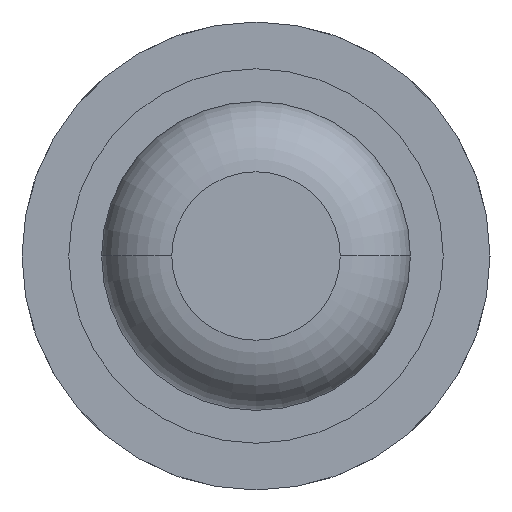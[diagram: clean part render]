
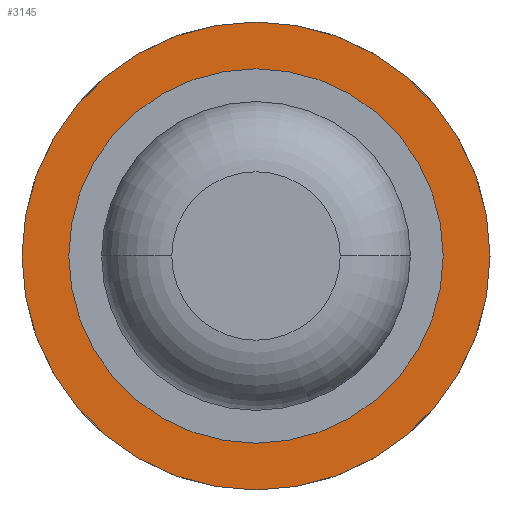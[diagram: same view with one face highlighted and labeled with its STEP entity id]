
A CAD part, front view. The second image highlights one B-rep face of the part: STEP entity #3145.
In plain terms, the highlighted planar face has unit normal (0, -1, 0).
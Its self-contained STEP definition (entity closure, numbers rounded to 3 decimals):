
#102 = CARTESIAN_POINT ( 'NONE',  ( 0., 5.3, 0. ) ) ;
#302 = CIRCLE ( 'NONE', #3394, 1.25 ) ;
#468 = CIRCLE ( 'NONE', #4002, 0.5 ) ;
#524 = DIRECTION ( 'NONE',  ( 0., -1., 0. ) ) ;
#625 = DIRECTION ( 'NONE',  ( 0., -1., 0. ) ) ;
#775 = ORIENTED_EDGE ( 'NONE', *, *, #1877, .T. ) ;
#1063 = EDGE_CURVE ( 'Defeature ausgef�hrt1_0+Defeature ausgef�hrt1_16+Defeature ausgef�hrt1_16+Defeature ausgef�hrt1_16', #2309, #4419, #468, .T. ) ;
#1163 = VERTEX_POINT ( 'NONE', #4077 ) ;
#1225 = CIRCLE ( 'NONE', #1447, 1.25 ) ;
#1253 = AXIS2_PLACEMENT_3D ( 'NONE', #102, #2560, #2192 ) ;
#1447 = AXIS2_PLACEMENT_3D ( 'NONE', #1895, #524, #2253 ) ;
#1449 = CARTESIAN_POINT ( 'NONE',  ( 0.5, 5.3, 0. ) ) ;
#1474 = EDGE_CURVE ( 'Defeature ausgef�hrt1_0+Defeature ausgef�hrt1_16+Defeature ausgef�hrt1_16+Defeature ausgef�hrt1_16', #4419, #2309, #4133, .T. ) ;
#1586 = CARTESIAN_POINT ( 'NONE',  ( 0., 5.3, -0.5 ) ) ;
#1628 = CARTESIAN_POINT ( 'NONE',  ( 0., 5.3, 0.5 ) ) ;
#1744 = ORIENTED_EDGE ( 'NONE', *, *, #1474, .F. ) ;
#1877 = EDGE_CURVE ( 'Defeature ausgef�hrt1_16+Defeature ausgef�hrt1_15+Defeature ausgef�hrt1_15+Defeature ausgef�hrt1_15', #2703, #1163, #302, .T. ) ;
#1895 = CARTESIAN_POINT ( 'NONE',  ( 0., 5.3, 0. ) ) ;
#2024 = EDGE_CURVE ( 'Defeature ausgef�hrt1_16+Defeature ausgef�hrt1_15+Defeature ausgef�hrt1_15+Defeature ausgef�hrt1_15', #1163, #2703, #1225, .T. ) ;
#2154 = PLANE ( 'NONE',  #3480 ) ;
#2192 = DIRECTION ( 'NONE',  ( 0., 0., -1. ) ) ;
#2253 = DIRECTION ( 'NONE',  ( 0., 0., -1. ) ) ;
#2309 = VERTEX_POINT ( 'NONE', #1586 ) ;
#2560 = DIRECTION ( 'NONE',  ( 0., -1., 0. ) ) ;
#2703 = VERTEX_POINT ( 'NONE', #3930 ) ;
#2838 = DIRECTION ( 'NONE',  ( 0., -1., 0. ) ) ;
#2868 = DIRECTION ( 'NONE',  ( 0., -1., 0. ) ) ;
#3078 = FACE_OUTER_BOUND ( 'NONE', #4036, .T. ) ;
#3129 = FACE_BOUND ( 'NONE', #4030, .T. ) ;
#3145 = ADVANCED_FACE ( 'Defeature ausgef�hrt1_16', ( #3078, #3129 ), #2154, .T. ) ;
#3196 = DIRECTION ( 'NONE',  ( 0., 0., -1. ) ) ;
#3378 = ORIENTED_EDGE ( 'NONE', *, *, #2024, .T. ) ;
#3394 = AXIS2_PLACEMENT_3D ( 'NONE', #3883, #2838, #3900 ) ;
#3480 = AXIS2_PLACEMENT_3D ( 'NONE', #1449, #2868, #3196 ) ;
#3649 = ORIENTED_EDGE ( 'NONE', *, *, #1063, .F. ) ;
#3736 = CARTESIAN_POINT ( 'NONE',  ( 0., 5.3, 0. ) ) ;
#3883 = CARTESIAN_POINT ( 'NONE',  ( 0., 5.3, 0. ) ) ;
#3900 = DIRECTION ( 'NONE',  ( 0., 0., -1. ) ) ;
#3930 = CARTESIAN_POINT ( 'NONE',  ( 0., 5.3, 1.25 ) ) ;
#4002 = AXIS2_PLACEMENT_3D ( 'NONE', #3736, #625, #4064 ) ;
#4030 = EDGE_LOOP ( 'NONE', ( #3649, #1744 ) ) ;
#4036 = EDGE_LOOP ( 'NONE', ( #3378, #775 ) ) ;
#4064 = DIRECTION ( 'NONE',  ( 0., 0., -1. ) ) ;
#4077 = CARTESIAN_POINT ( 'NONE',  ( 0., 5.3, -1.25 ) ) ;
#4133 = CIRCLE ( 'NONE', #1253, 0.5 ) ;
#4419 = VERTEX_POINT ( 'NONE', #1628 ) ;
